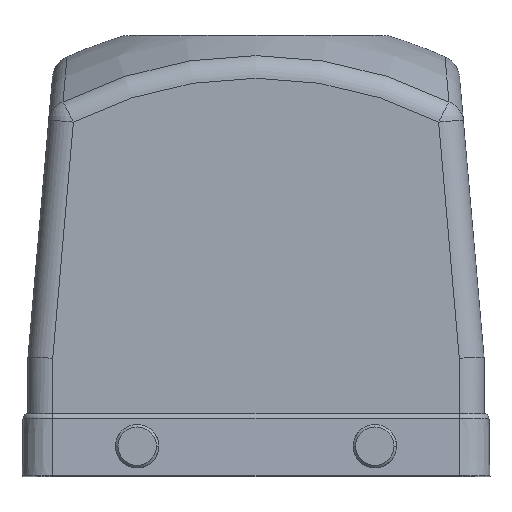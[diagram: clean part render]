
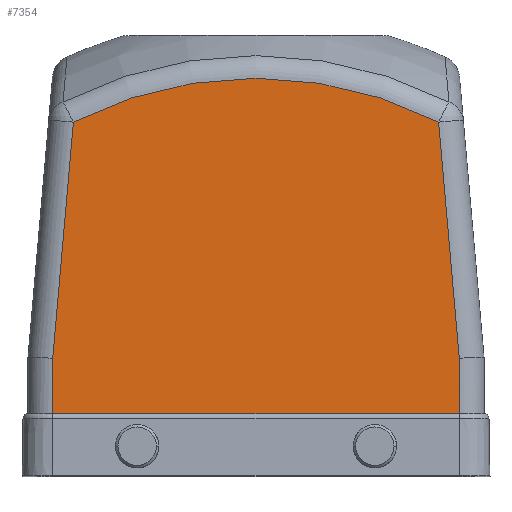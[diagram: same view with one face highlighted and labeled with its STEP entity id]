
A CAD part, top view. The second image highlights one B-rep face of the part: STEP entity #7354.
In plain terms, the highlighted planar face has unit normal (0, 0, 1).
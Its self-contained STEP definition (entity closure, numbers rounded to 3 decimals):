
#89 = ORIENTED_EDGE ( 'NONE', *, *, #1105, .T. ) ;
#136 = CARTESIAN_POINT ( 'NONE',  ( -41.05, 0., 40.75 ) ) ;
#154 = DIRECTION ( 'NONE',  ( -1., 0., 0. ) ) ;
#180 = CARTESIAN_POINT ( 'NONE',  ( -46.05, 12.6, 40.75 ) ) ;
#335 = VERTEX_POINT ( 'NONE', #3090 ) ;
#542 = EDGE_CURVE ( 'NONE', #2243, #335, #7119, .T. ) ;
#628 = DIRECTION ( 'NONE',  ( 0., -1., 0. ) ) ;
#688 = EDGE_CURVE ( 'NONE', #1356, #7172, #4901, .T. ) ;
#833 = CARTESIAN_POINT ( 'NONE',  ( 41.05, 0., 40.75 ) ) ;
#876 = VERTEX_POINT ( 'NONE', #3774 ) ;
#975 = VECTOR ( 'NONE', #1750, 1000. ) ;
#1105 = EDGE_CURVE ( 'NONE', #6595, #876, #2565, .T. ) ;
#1356 = VERTEX_POINT ( 'NONE', #2796 ) ;
#1371 = DIRECTION ( 'NONE',  ( -1., 0., 0. ) ) ;
#1391 = DIRECTION ( 'NONE',  ( -0.087, -0.996, 0. ) ) ;
#1661 = ORIENTED_EDGE ( 'NONE', *, *, #6344, .F. ) ;
#1663 = LINE ( 'NONE', #5443, #5941 ) ;
#1750 = DIRECTION ( 'NONE',  ( 0., 1., 0. ) ) ;
#2243 = VERTEX_POINT ( 'NONE', #7030 ) ;
#2284 = VECTOR ( 'NONE', #154, 1000. ) ;
#2377 = VECTOR ( 'NONE', #628, 1000. ) ;
#2476 = FACE_OUTER_BOUND ( 'NONE', #3996, .T. ) ;
#2565 = LINE ( 'NONE', #833, #975 ) ;
#2796 = CARTESIAN_POINT ( 'NONE',  ( 36.88, 71.448, 40.75 ) ) ;
#3090 = CARTESIAN_POINT ( 'NONE',  ( -41.05, 12.6, 40.75 ) ) ;
#3119 = ORIENTED_EDGE ( 'NONE', *, *, #4861, .T. ) ;
#3149 = DIRECTION ( 'NONE',  ( 0., 0., 1. ) ) ;
#3774 = CARTESIAN_POINT ( 'NONE',  ( 41.05, 23.782, 40.75 ) ) ;
#3996 = EDGE_LOOP ( 'NONE', ( #1661, #89, #3119, #5571, #5955, #4290 ) ) ;
#4059 = EDGE_CURVE ( 'NONE', #7172, #2243, #1663, .T. ) ;
#4285 = PLANE ( 'NONE',  #5637 ) ;
#4290 = ORIENTED_EDGE ( 'NONE', *, *, #542, .T. ) ;
#4645 = CARTESIAN_POINT ( 'NONE',  ( -36.88, 71.448, 40.75 ) ) ;
#4839 = DIRECTION ( 'NONE',  ( 0., 0., -1. ) ) ;
#4861 = EDGE_CURVE ( 'NONE', #876, #1356, #6242, .T. ) ;
#4901 = CIRCLE ( 'NONE', #5173, 81.219 ) ;
#5173 = AXIS2_PLACEMENT_3D ( 'NONE', #6552, #3149, #7125 ) ;
#5443 = CARTESIAN_POINT ( 'NONE',  ( -43.153, -0.253, 40.75 ) ) ;
#5571 = ORIENTED_EDGE ( 'NONE', *, *, #688, .T. ) ;
#5584 = CARTESIAN_POINT ( 'NONE',  ( 41.05, 12.6, 40.75 ) ) ;
#5637 = AXIS2_PLACEMENT_3D ( 'NONE', #7088, #4839, #1371 ) ;
#5763 = DIRECTION ( 'NONE',  ( -0.087, 0.996, 0. ) ) ;
#5941 = VECTOR ( 'NONE', #1391, 1000. ) ;
#5955 = ORIENTED_EDGE ( 'NONE', *, *, #4059, .T. ) ;
#6082 = VECTOR ( 'NONE', #5763, 1000. ) ;
#6242 = LINE ( 'NONE', #6881, #6082 ) ;
#6344 = EDGE_CURVE ( 'NONE', #6595, #335, #6661, .T. ) ;
#6552 = CARTESIAN_POINT ( 'NONE',  ( 0., -0.915, 40.75 ) ) ;
#6595 = VERTEX_POINT ( 'NONE', #5584 ) ;
#6661 = LINE ( 'NONE', #180, #2284 ) ;
#6881 = CARTESIAN_POINT ( 'NONE',  ( 42.453, 7.743, 40.75 ) ) ;
#7030 = CARTESIAN_POINT ( 'NONE',  ( -41.05, 23.782, 40.75 ) ) ;
#7088 = CARTESIAN_POINT ( 'NONE',  ( -46.05, 0., 40.75 ) ) ;
#7119 = LINE ( 'NONE', #136, #2377 ) ;
#7125 = DIRECTION ( 'NONE',  ( -1., 0., 0. ) ) ;
#7172 = VERTEX_POINT ( 'NONE', #4645 ) ;
#7354 = ADVANCED_FACE ( 'NONE', ( #2476 ), #4285, .F. ) ;
